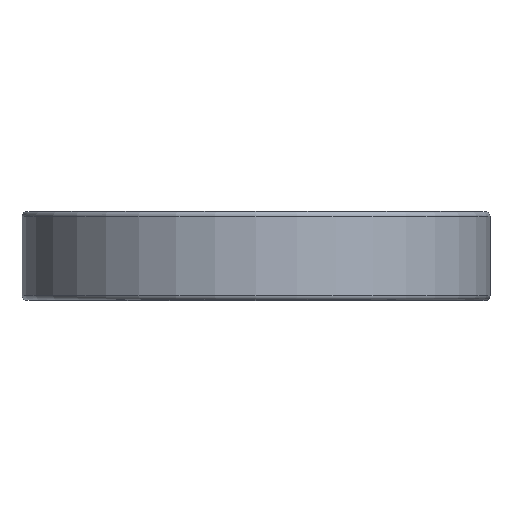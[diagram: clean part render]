
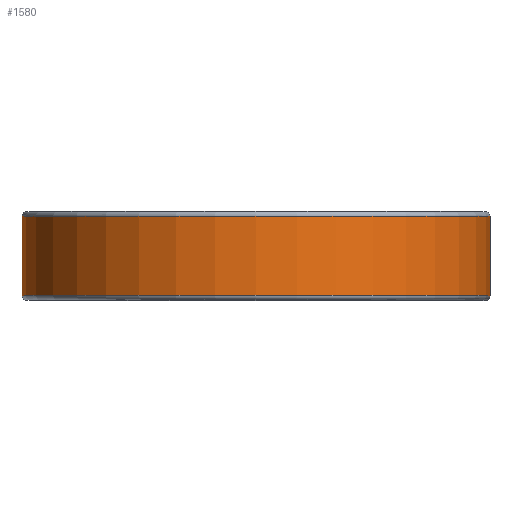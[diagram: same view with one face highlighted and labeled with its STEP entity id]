
A CAD part, top view. The second image highlights one B-rep face of the part: STEP entity #1580.
In plain terms, the highlighted cylindrical face has radius 37.732 mm (diameter 75.463 mm), a partial arc.
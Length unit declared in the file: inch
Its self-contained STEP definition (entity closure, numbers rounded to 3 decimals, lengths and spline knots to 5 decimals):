
#70 = CIRCLE ( 'NONE', #1534, 1.4855 ) ;
#82 = ORIENTED_EDGE ( 'NONE', *, *, #1033, .F. ) ;
#90 = CYLINDRICAL_SURFACE ( 'NONE', #673, 1.4855 ) ;
#333 = EDGE_CURVE ( 'NONE', #1399, #711, #1471, .T. ) ;
#450 = ORIENTED_EDGE ( 'NONE', *, *, #333, .T. ) ;
#484 = CARTESIAN_POINT ( 'NONE',  ( 1.4855, 0.25125, 0. ) ) ;
#607 = VECTOR ( 'NONE', #1557, 39.37008 ) ;
#673 = AXIS2_PLACEMENT_3D ( 'NONE', #1046, #1984, #2023 ) ;
#703 = DIRECTION ( 'NONE',  ( 0., -1., 0. ) ) ;
#711 = VERTEX_POINT ( 'NONE', #484 ) ;
#714 = ORIENTED_EDGE ( 'NONE', *, *, #1225, .T. ) ;
#802 = CARTESIAN_POINT ( 'NONE',  ( 1.4855, 0.25125, 0. ) ) ;
#807 = VERTEX_POINT ( 'NONE', #2092 ) ;
#828 = CARTESIAN_POINT ( 'NONE',  ( 0., -0.25125, 0. ) ) ;
#970 = LINE ( 'NONE', #1907, #1040 ) ;
#1033 = EDGE_CURVE ( 'NONE', #1399, #1245, #70, .T. ) ;
#1040 = VECTOR ( 'NONE', #1546, 39.37008 ) ;
#1042 = DIRECTION ( 'NONE',  ( 0., 0., -1. ) ) ;
#1046 = CARTESIAN_POINT ( 'NONE',  ( 0., 0.25, 0. ) ) ;
#1225 = EDGE_CURVE ( 'NONE', #711, #807, #2071, .T. ) ;
#1245 = VERTEX_POINT ( 'NONE', #1268 ) ;
#1268 = CARTESIAN_POINT ( 'NONE',  ( 0., -0.25125, -1.4855 ) ) ;
#1355 = FACE_OUTER_BOUND ( 'NONE', #2063, .T. ) ;
#1399 = VERTEX_POINT ( 'NONE', #1924 ) ;
#1447 = ORIENTED_EDGE ( 'NONE', *, *, #2258, .F. ) ;
#1471 = LINE ( 'NONE', #802, #607 ) ;
#1534 = AXIS2_PLACEMENT_3D ( 'NONE', #828, #2167, #1042 ) ;
#1546 = DIRECTION ( 'NONE',  ( 0., 1., 0. ) ) ;
#1557 = DIRECTION ( 'NONE',  ( 0., 1., 0. ) ) ;
#1580 = ADVANCED_FACE ( 'NONE', ( #1355 ), #90, .T. ) ;
#1862 = CARTESIAN_POINT ( 'NONE',  ( 0., 0.25125, 0. ) ) ;
#1907 = CARTESIAN_POINT ( 'NONE',  ( 0., 0.25125, -1.4855 ) ) ;
#1924 = CARTESIAN_POINT ( 'NONE',  ( 1.4855, -0.25125, 0. ) ) ;
#1984 = DIRECTION ( 'NONE',  ( 0., -1., 0. ) ) ;
#2023 = DIRECTION ( 'NONE',  ( 0., 0., -1. ) ) ;
#2044 = DIRECTION ( 'NONE',  ( 0., 0., -1. ) ) ;
#2063 = EDGE_LOOP ( 'NONE', ( #450, #714, #1447, #82 ) ) ;
#2071 = CIRCLE ( 'NONE', #2103, 1.4855 ) ;
#2092 = CARTESIAN_POINT ( 'NONE',  ( 0., 0.25125, -1.4855 ) ) ;
#2103 = AXIS2_PLACEMENT_3D ( 'NONE', #1862, #703, #2044 ) ;
#2167 = DIRECTION ( 'NONE',  ( 0., -1., 0. ) ) ;
#2258 = EDGE_CURVE ( 'NONE', #1245, #807, #970, .T. ) ;
